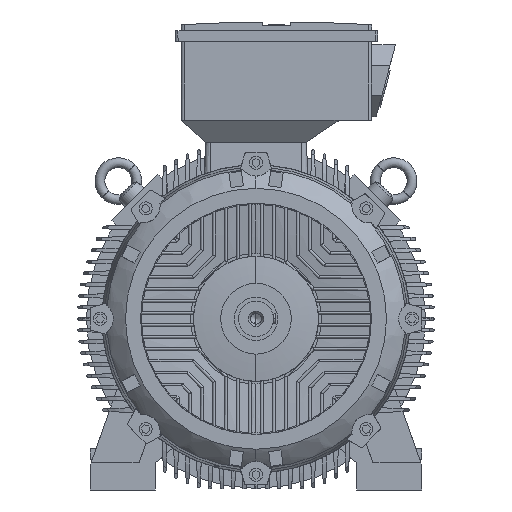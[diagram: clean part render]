
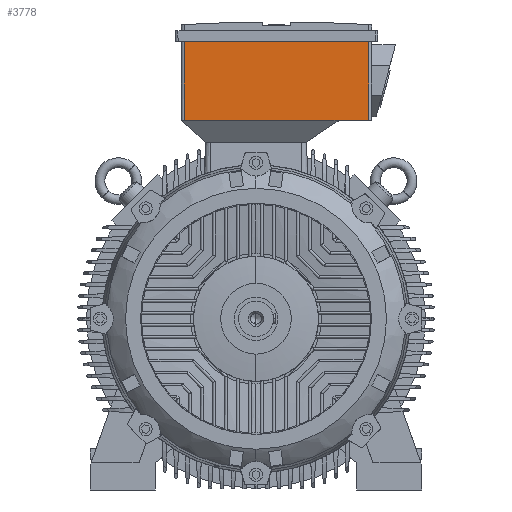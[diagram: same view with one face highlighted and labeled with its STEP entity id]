
A CAD part, left-side view. The second image highlights one B-rep face of the part: STEP entity #3778.
In plain terms, the highlighted planar face has unit normal (-1, 0, 0).
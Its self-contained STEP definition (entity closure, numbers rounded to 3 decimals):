
#3778=ADVANCED_FACE('',(#8629),#8630,.T.);
#8629=FACE_OUTER_BOUND('',#14561,.T.);
#8630=PLANE('',#14562);
#14561=EDGE_LOOP('',(#26086,#26087,#26088,#26089,#26090));
#14562=AXIS2_PLACEMENT_3D('',#26091,#26092,#26093);
#26086=ORIENTED_EDGE('',*,*,#39802,.T.);
#26087=ORIENTED_EDGE('',*,*,#39713,.T.);
#26088=ORIENTED_EDGE('',*,*,#39711,.T.);
#26089=ORIENTED_EDGE('',*,*,#39705,.T.);
#26090=ORIENTED_EDGE('',*,*,#39800,.F.);
#26091=CARTESIAN_POINT('',(5.0,-37.75,325.0));
#26092=DIRECTION('',(-1.0,0.0,0.0));
#26093=DIRECTION('',(0.0,-1.0,0.0));
#39705=EDGE_CURVE('',#48766,#48764,#48767,.T.);
#39711=EDGE_CURVE('',#48773,#48766,#48775,.T.);
#39713=EDGE_CURVE('',#48777,#48773,#48778,.T.);
#39800=EDGE_CURVE('',#48882,#48764,#48884,.T.);
#39802=EDGE_CURVE('',#48882,#48777,#48886,.T.);
#48764=VERTEX_POINT('',#67553);
#48766=VERTEX_POINT('',#67555);
#48767=LINE('',#67556,#67557);
#48773=VERTEX_POINT('',#67564);
#48775=LINE('',#67566,#67567);
#48777=VERTEX_POINT('',#67569);
#48778=LINE('',#67570,#67571);
#48882=VERTEX_POINT('',#67786);
#48884=LINE('',#67788,#67789);
#48886=LINE('',#67791,#67792);
#67553=CARTESIAN_POINT('',(5.0,132.25,510.0));
#67555=CARTESIAN_POINT('',(5.0,-207.75,510.0));
#67556=CARTESIAN_POINT('',(5.0,-37.75,510.0));
#67557=VECTOR('',#89014,1.0);
#67564=CARTESIAN_POINT('',(5.0,-207.75,365.0));
#67566=CARTESIAN_POINT('',(5.0,-207.75,325.0));
#67567=VECTOR('',#89025,1.0);
#67569=CARTESIAN_POINT('',(5.0,-152.75,365.0));
#67570=CARTESIAN_POINT('',(5.0,49.75,365.0));
#67571=VECTOR('',#89026,1.0);
#67786=CARTESIAN_POINT('',(5.0,132.25,365.0));
#67788=CARTESIAN_POINT('',(5.0,132.25,325.0));
#67789=VECTOR('',#89136,1.0);
#67791=CARTESIAN_POINT('',(5.0,49.75,365.0));
#67792=VECTOR('',#89137,1.0);
#89014=DIRECTION('',(0.0,1.0,-0.0));
#89025=DIRECTION('',(0.0,0.0,1.0));
#89026=DIRECTION('',(0.0,-1.0,0.0));
#89136=DIRECTION('',(0.0,0.0,1.0));
#89137=DIRECTION('',(0.0,-1.0,0.0));
